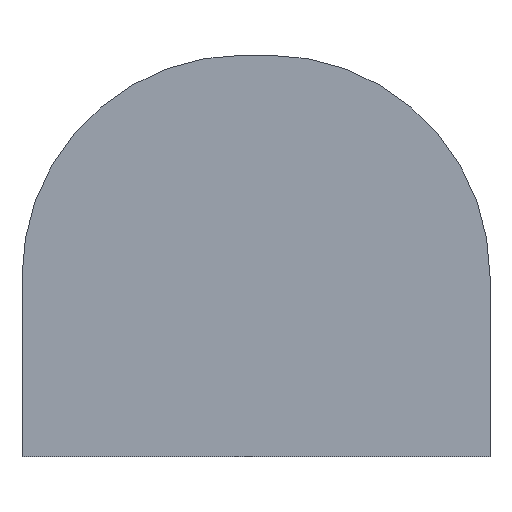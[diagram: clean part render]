
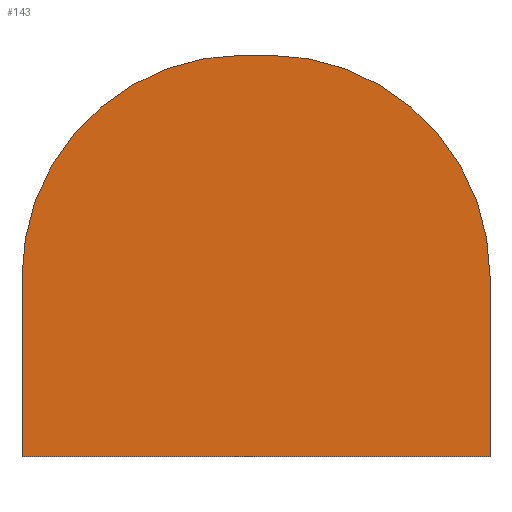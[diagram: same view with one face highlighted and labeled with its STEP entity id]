
A CAD part, top view. The second image highlights one B-rep face of the part: STEP entity #143.
In plain terms, the highlighted planar face has unit normal (0, 0, 1).
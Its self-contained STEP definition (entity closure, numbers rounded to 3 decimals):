
#16=CIRCLE('',#164,70.);
#18=CIRCLE('',#168,70.);
#27=FACE_OUTER_BOUND('',#35,.T.);
#35=EDGE_LOOP('',(#119,#120,#121,#122,#123,#124));
#39=LINE('',#219,#53);
#42=LINE('',#225,#56);
#45=LINE('',#231,#59);
#49=LINE('',#243,#63);
#53=VECTOR('',#177,10.);
#56=VECTOR('',#182,10.);
#59=VECTOR('',#187,10.);
#63=VECTOR('',#199,10.);
#67=VERTEX_POINT('',#216);
#68=VERTEX_POINT('',#218);
#70=VERTEX_POINT('',#224);
#72=VERTEX_POINT('',#230);
#74=VERTEX_POINT('',#236);
#76=VERTEX_POINT('',#242);
#79=EDGE_CURVE('',#68,#67,#39,.T.);
#82=EDGE_CURVE('',#70,#68,#42,.T.);
#85=EDGE_CURVE('',#72,#70,#45,.T.);
#88=EDGE_CURVE('',#74,#72,#16,.T.);
#91=EDGE_CURVE('',#76,#74,#49,.T.);
#94=EDGE_CURVE('',#67,#76,#18,.T.);
#119=ORIENTED_EDGE('',*,*,#94,.T.);
#120=ORIENTED_EDGE('',*,*,#91,.T.);
#121=ORIENTED_EDGE('',*,*,#88,.T.);
#122=ORIENTED_EDGE('',*,*,#85,.T.);
#123=ORIENTED_EDGE('',*,*,#82,.T.);
#124=ORIENTED_EDGE('',*,*,#79,.T.);
#135=PLANE('',#169);
#143=ADVANCED_FACE('',(#27),#135,.T.);
#164=AXIS2_PLACEMENT_3D('',#237,#193,#194);
#168=AXIS2_PLACEMENT_3D('',#247,#205,#206);
#169=AXIS2_PLACEMENT_3D('',#248,#207,#208);
#177=DIRECTION('',(0.,1.,0.));
#182=DIRECTION('',(1.,0.,0.));
#187=DIRECTION('',(0.,-1.,0.));
#193=DIRECTION('center_axis',(0.,0.,1.));
#194=DIRECTION('ref_axis',(0.,1.,0.));
#199=DIRECTION('',(-1.,0.,0.));
#205=DIRECTION('center_axis',(0.,0.,1.));
#206=DIRECTION('ref_axis',(1.,0.,0.));
#207=DIRECTION('center_axis',(0.,0.,1.));
#208=DIRECTION('ref_axis',(1.,0.,0.));
#216=CARTESIAN_POINT('',(0.,57.,2.));
#218=CARTESIAN_POINT('',(0.,0.,2.));
#219=CARTESIAN_POINT('',(0.,57.,2.));
#224=CARTESIAN_POINT('',(-148.,0.,2.));
#225=CARTESIAN_POINT('',(0.,0.,2.));
#230=CARTESIAN_POINT('',(-148.,57.,2.));
#231=CARTESIAN_POINT('',(-148.,0.,2.));
#236=CARTESIAN_POINT('',(-78.,127.,2.));
#237=CARTESIAN_POINT('Origin',(-78.,57.,2.));
#242=CARTESIAN_POINT('',(-70.,127.,2.));
#243=CARTESIAN_POINT('',(-78.,127.,2.));
#247=CARTESIAN_POINT('Origin',(-70.,57.,2.));
#248=CARTESIAN_POINT('Origin',(-74.,63.5,2.));
